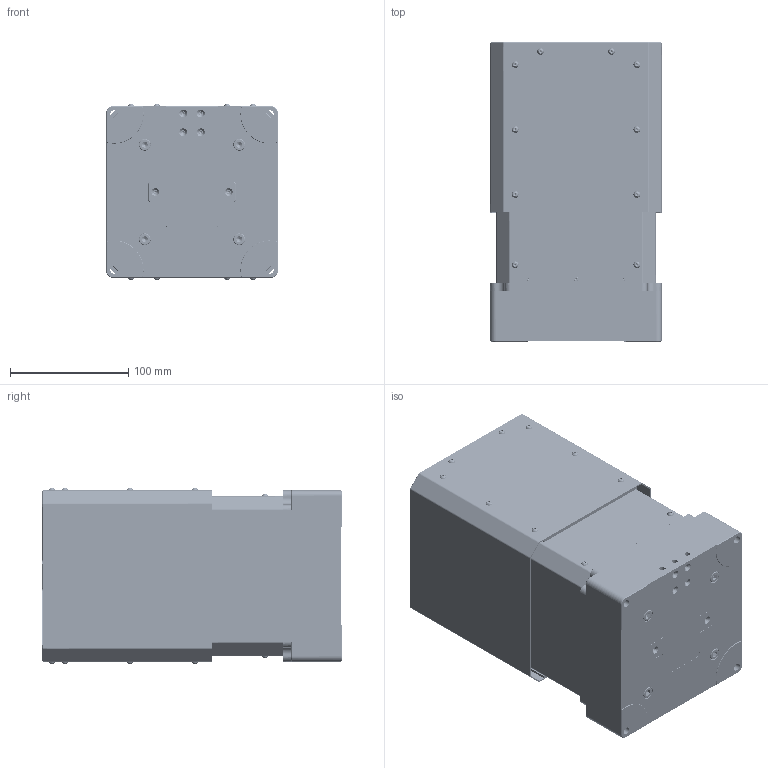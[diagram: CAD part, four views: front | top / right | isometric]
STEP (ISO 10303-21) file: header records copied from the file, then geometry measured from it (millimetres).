
FILE_DESCRIPTION (( 'STEP AP203' ), '1' );
FILE_NAME ('528666.STEP', '2024-09-21T08:34:53', ( '' ), ( '' ), 'SwSTEP 2.0', 'SolidWorks 2020', '' );
FILE_SCHEMA (( 'CONFIG_CONTROL_DESIGN' ));
Products named in the file (1): 528666
Bounding box: 145 x 253.5 x 148.3 mm (x, y, z)
Surface area: 822366.5 mm2 (no closed solid volume)
Topology: 0 solids, 135 shells, 4330 faces, 9842 edges, 5963 vertices
Faces by surface type: plane 2236, cylinder 1350, cone 520, bspline 214, torus 10
Entity records: 171061 total; most frequent: CARTESIAN_POINT 95988, ORIENTED_EDGE 19156, EDGE_CURVE 9580, B_SPLINE_CURVE_WITH_KNOTS 9080, DIRECTION 8234, VERTEX_POINT 5963, EDGE_LOOP 5141, ADVANCED_FACE 4330
